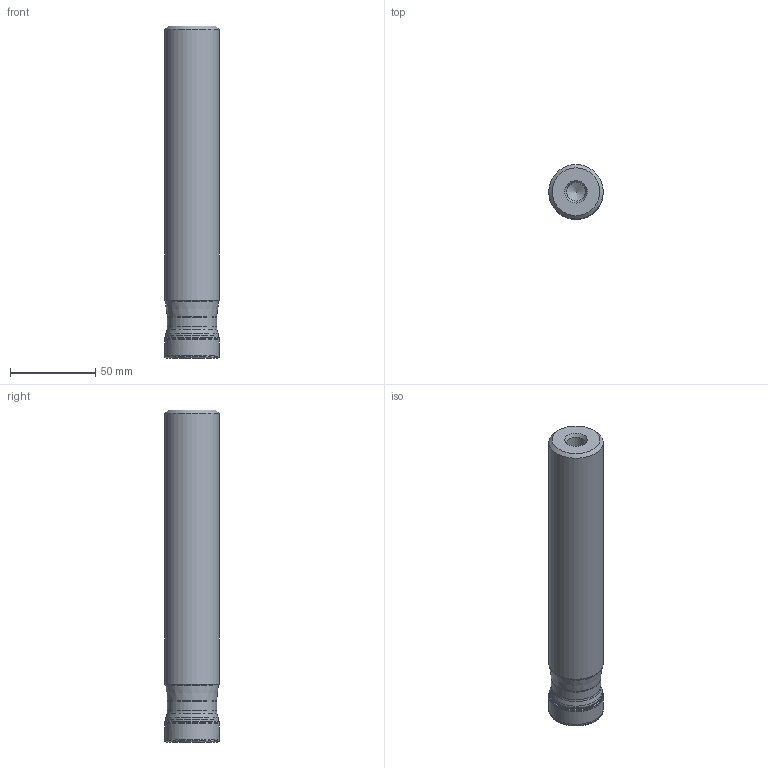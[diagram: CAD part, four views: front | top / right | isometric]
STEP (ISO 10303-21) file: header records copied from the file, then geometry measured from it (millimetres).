
FILE_DESCRIPTION(/* description */ (''),/* implementation_level */ '2;1');
FILE_NAME(/* name */ '32A2R034A32_SLN12_C_115009608ndi000_00_SIM.stp',/* time_stamp */ '2019-12-10T09:50:32+01:00',/* author */ (''),/* organization */ (''),/* preprocessor_version */ 'ST-DEVELOPER v16.7',/* originating_system */ 'SIEMENS PLM Software NX 12.0',/* authorisation */ '');
FILE_SCHEMA (('AUTOMOTIVE_DESIGN { 1 0 10303 214 3 1 1 1 }'));
Length unit declared in the file: millimetre
Products named in the file (1): wq704B68DC15af0c
Bounding box: 32 x 32 x 195 mm (x, y, z)
Volume: 145975.9 mm3; surface area: 28906.1 mm2
Topology: 2 solids, 2 shells, 54 faces, 118 edges, 66 vertices
Faces by surface type: revolution 36, cone 6, torus 6, cylinder 4, plane 2
Full cylindrical faces by diameter (mm): 11 x1, 28.958 x1, 30.958 x1, 32 x1
Entity records: 1443 total; most frequent: CARTESIAN_POINT 497, DIRECTION 172, FACE_BOUND 108, EDGE_LOOP 106, ORIENTED_EDGE 106, AXIS2_PLACEMENT_3D 68, VERTEX_POINT 55, ADVANCED_FACE 54
